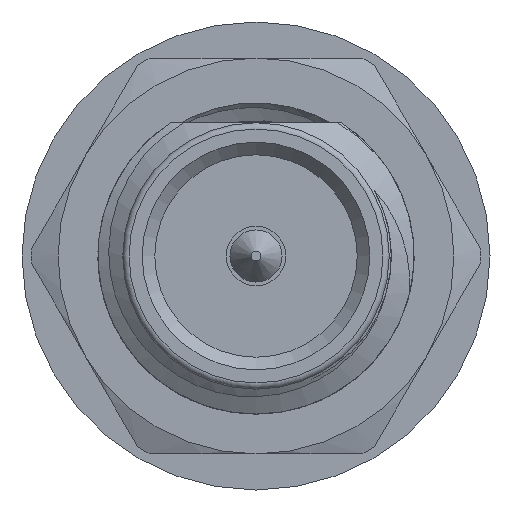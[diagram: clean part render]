
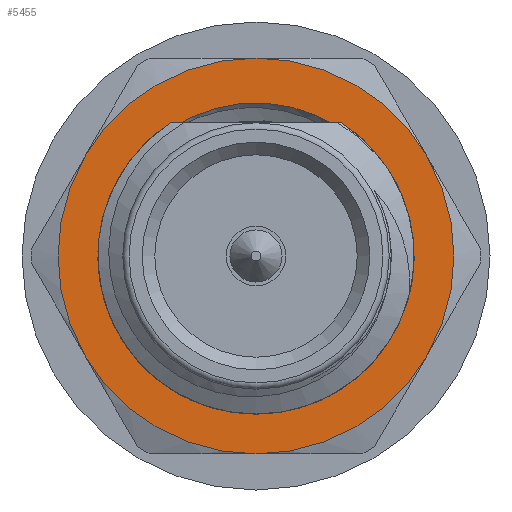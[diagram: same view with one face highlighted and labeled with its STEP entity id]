
A CAD part, left-side view. The second image highlights one B-rep face of the part: STEP entity #5455.
In plain terms, the highlighted planar face has unit normal (-1, 0, 0).
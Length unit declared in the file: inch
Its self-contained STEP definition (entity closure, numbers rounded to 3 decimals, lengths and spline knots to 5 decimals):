
#419 = CIRCLE ( 'NONE', #15262, 0.1565 ) ;
#432 = DIRECTION ( 'NONE',  ( 1., 0., 0. ) ) ;
#784 = CARTESIAN_POINT ( 'NONE',  ( 0.21, 0., 0. ) ) ;
#792 = DIRECTION ( 'NONE',  ( 0., -0.5, 0.866 ) ) ;
#865 = CARTESIAN_POINT ( 'NONE',  ( 0.21, 0.01103, -0.12169 ) ) ;
#975 = CARTESIAN_POINT ( 'NONE',  ( 0.21, 0.00039, -0.12102 ) ) ;
#1651 = ORIENTED_EDGE ( 'NONE', *, *, #11807, .T. ) ;
#1674 = CARTESIAN_POINT ( 'NONE',  ( 0.21, -0.13553, -0.07825 ) ) ;
#1760 = CIRCLE ( 'NONE', #20807, 0.1565 ) ;
#2042 = CARTESIAN_POINT ( 'NONE',  ( 0.21, 0.11671, 0.032 ) ) ;
#2353 = CIRCLE ( 'NONE', #13001, 0.1565 ) ;
#2573 = CIRCLE ( 'NONE', #5615, 0.12102 ) ;
#2575 = FACE_BOUND ( 'NONE', #15176, .T. ) ;
#2765 = VERTEX_POINT ( 'NONE', #6871 ) ;
#2784 = AXIS2_PLACEMENT_3D ( 'NONE', #4729, #8088, #11879 ) ;
#3569 = CARTESIAN_POINT ( 'NONE',  ( 0.21, 0., 0. ) ) ;
#3842 = AXIS2_PLACEMENT_3D ( 'NONE', #18656, #15065, #7433 ) ;
#3879 = DIRECTION ( 'NONE',  ( -1., 0., 0. ) ) ;
#3943 = VERTEX_POINT ( 'NONE', #2042 ) ;
#4205 = CARTESIAN_POINT ( 'NONE',  ( 0.21, 0.0625, -0.10825 ) ) ;
#4347 = EDGE_CURVE ( 'NONE', #2765, #13577, #4512, .T. ) ;
#4351 = DIRECTION ( 'NONE',  ( 0., -0.5, 0.866 ) ) ;
#4465 = DIRECTION ( 'NONE',  ( -1., 0., 0. ) ) ;
#4512 = B_SPLINE_CURVE_WITH_KNOTS ( 'NONE', 3,
 ( #975, #865, #20557, #16974, #15516, #4205 ),
 .UNSPECIFIED., .F., .F.,
 ( 4, 2, 4 ),
 ( 0.00134, 0.00215, 0.00296 ),
 .UNSPECIFIED. ) ;
#4585 = DIRECTION ( 'NONE',  ( -1., 0., 0. ) ) ;
#4729 = CARTESIAN_POINT ( 'NONE',  ( 0.21, 0., 0. ) ) ;
#4809 = VERTEX_POINT ( 'NONE', #23515 ) ;
#5009 = CARTESIAN_POINT ( 'NONE',  ( 0.21, 0., 0. ) ) ;
#5381 = AXIS2_PLACEMENT_3D ( 'NONE', #18933, #17029, #19162 ) ;
#5455 = ADVANCED_FACE ( 'NONE', ( #16769, #2575 ), #9836, .F. ) ;
#5615 = AXIS2_PLACEMENT_3D ( 'NONE', #5009, #6797, #8349 ) ;
#5668 = ORIENTED_EDGE ( 'NONE', *, *, #16894, .T. ) ;
#5827 = CARTESIAN_POINT ( 'NONE',  ( 0.21, 0., 0.1565 ) ) ;
#5987 = EDGE_CURVE ( 'NONE', #3943, #2765, #2573, .T. ) ;
#6520 = CIRCLE ( 'NONE', #5381, 0.125 ) ;
#6597 = ORIENTED_EDGE ( 'NONE', *, *, #8097, .T. ) ;
#6627 = CARTESIAN_POINT ( 'NONE',  ( 0.21, 0.12276, -0.02252 ) ) ;
#6797 = DIRECTION ( 'NONE',  ( 1., 0., 0. ) ) ;
#6871 = CARTESIAN_POINT ( 'NONE',  ( 0.21, 0.00039, -0.12102 ) ) ;
#7264 = DIRECTION ( 'NONE',  ( 0., -0.5, 0.866 ) ) ;
#7433 = DIRECTION ( 'NONE',  ( 0., -0.5, 0.866 ) ) ;
#7505 = DIRECTION ( 'NONE',  ( -1., 0., 0. ) ) ;
#8088 = DIRECTION ( 'NONE',  ( 1., 0., 0. ) ) ;
#8097 = EDGE_CURVE ( 'NONE', #14678, #17686, #22891, .T. ) ;
#8349 = DIRECTION ( 'NONE',  ( 0., 0.5, -0.866 ) ) ;
#8512 = EDGE_CURVE ( 'NONE', #21725, #20551, #419, .T. ) ;
#8934 = CARTESIAN_POINT ( 'NONE',  ( 0.21, -0.13553, 0.07825 ) ) ;
#9586 = CARTESIAN_POINT ( 'NONE',  ( 0.21, 0.13553, -0.07825 ) ) ;
#9836 = PLANE ( 'NONE',  #19832 ) ;
#11026 = DIRECTION ( 'NONE',  ( 0., -0.5, 0.866 ) ) ;
#11361 = CARTESIAN_POINT ( 'NONE',  ( 0.21, 0.0625, -0.10825 ) ) ;
#11807 = EDGE_CURVE ( 'NONE', #4809, #3943, #20200, .T. ) ;
#11879 = DIRECTION ( 'NONE',  ( 0., -0.5, 0.866 ) ) ;
#12066 = CIRCLE ( 'NONE', #20846, 0.1565 ) ;
#12218 = CARTESIAN_POINT ( 'NONE',  ( 0.21, 0., 0. ) ) ;
#12463 = CARTESIAN_POINT ( 'NONE',  ( 0.21, 0.11671, 0.032 ) ) ;
#13001 = AXIS2_PLACEMENT_3D ( 'NONE', #12218, #3879, #11026 ) ;
#13147 = EDGE_CURVE ( 'NONE', #14678, #16589, #17260, .T. ) ;
#13577 = VERTEX_POINT ( 'NONE', #11361 ) ;
#13786 = CARTESIAN_POINT ( 'NONE',  ( 0.21, 0.11993, 0.02148 ) ) ;
#14019 = CARTESIAN_POINT ( 'NONE',  ( 0.21, 0.12273, 0.00503 ) ) ;
#14258 = CARTESIAN_POINT ( 'NONE',  ( 0.21, 0.1236, -0.01154 ) ) ;
#14678 = VERTEX_POINT ( 'NONE', #8934 ) ;
#15065 = DIRECTION ( 'NONE',  ( -1., 0., 0. ) ) ;
#15176 = EDGE_LOOP ( 'NONE', ( #17815, #1651, #22691, #16473 ) ) ;
#15262 = AXIS2_PLACEMENT_3D ( 'NONE', #19029, #4465, #20935 ) ;
#15516 = CARTESIAN_POINT ( 'NONE',  ( 0.21, 0.05287, -0.11312 ) ) ;
#15861 = ORIENTED_EDGE ( 'NONE', *, *, #13147, .F. ) ;
#15923 = CARTESIAN_POINT ( 'NONE',  ( 0.21, 0.12205, 0.01061 ) ) ;
#16049 = CARTESIAN_POINT ( 'NONE',  ( 0.21, 0.1185, 0.0268 ) ) ;
#16473 = ORIENTED_EDGE ( 'NONE', *, *, #4347, .T. ) ;
#16522 = VERTEX_POINT ( 'NONE', #20122 ) ;
#16589 = VERTEX_POINT ( 'NONE', #1674 ) ;
#16769 = FACE_OUTER_BOUND ( 'NONE', #18500, .T. ) ;
#16790 = CARTESIAN_POINT ( 'NONE',  ( 0.21, 0.13553, 0.07825 ) ) ;
#16894 = EDGE_CURVE ( 'NONE', #17686, #21725, #12066, .T. ) ;
#16974 = CARTESIAN_POINT ( 'NONE',  ( 0.21, 0.04279, -0.11663 ) ) ;
#17029 = DIRECTION ( 'NONE',  ( 1., 0., 0. ) ) ;
#17131 = CARTESIAN_POINT ( 'NONE',  ( 0.21, 0., 0. ) ) ;
#17260 = CIRCLE ( 'NONE', #2784, 0.1565 ) ;
#17686 = VERTEX_POINT ( 'NONE', #5827 ) ;
#17815 = ORIENTED_EDGE ( 'NONE', *, *, #21997, .T. ) ;
#18500 = EDGE_LOOP ( 'NONE', ( #6597, #5668, #20464, #22656, #19937, #15861 ) ) ;
#18656 = CARTESIAN_POINT ( 'NONE',  ( 0.21, 0., 0. ) ) ;
#18933 = CARTESIAN_POINT ( 'NONE',  ( 0.21, 0., 0. ) ) ;
#19029 = CARTESIAN_POINT ( 'NONE',  ( 0.21, 0., 0. ) ) ;
#19162 = DIRECTION ( 'NONE',  ( 0., -0.5, 0.866 ) ) ;
#19394 = EDGE_CURVE ( 'NONE', #16522, #16589, #1760, .T. ) ;
#19832 = AXIS2_PLACEMENT_3D ( 'NONE', #784, #432, #4351 ) ;
#19937 = ORIENTED_EDGE ( 'NONE', *, *, #19394, .T. ) ;
#20122 = CARTESIAN_POINT ( 'NONE',  ( 0.21, 0., -0.1565 ) ) ;
#20200 = B_SPLINE_CURVE_WITH_KNOTS ( 'NONE', 3,
 ( #21306, #6627, #14258, #14019, #15923, #13786, #16049, #12463 ),
 .UNSPECIFIED., .F., .F.,
 ( 4, 2, 2, 4 ),
 ( 0., 0.00084, 0.00126, 0.00168 ),
 .UNSPECIFIED. ) ;
#20464 = ORIENTED_EDGE ( 'NONE', *, *, #8512, .T. ) ;
#20551 = VERTEX_POINT ( 'NONE', #9586 ) ;
#20557 = CARTESIAN_POINT ( 'NONE',  ( 0.21, 0.02174, -0.12095 ) ) ;
#20807 = AXIS2_PLACEMENT_3D ( 'NONE', #17131, #4585, #792 ) ;
#20846 = AXIS2_PLACEMENT_3D ( 'NONE', #3569, #7505, #7264 ) ;
#20935 = DIRECTION ( 'NONE',  ( 0., -0.5, 0.866 ) ) ;
#21306 = CARTESIAN_POINT ( 'NONE',  ( 0.21, 0.12044, -0.03345 ) ) ;
#21725 = VERTEX_POINT ( 'NONE', #16790 ) ;
#21997 = EDGE_CURVE ( 'NONE', #13577, #4809, #6520, .T. ) ;
#22625 = EDGE_CURVE ( 'NONE', #20551, #16522, #2353, .T. ) ;
#22656 = ORIENTED_EDGE ( 'NONE', *, *, #22625, .T. ) ;
#22691 = ORIENTED_EDGE ( 'NONE', *, *, #5987, .T. ) ;
#22891 = CIRCLE ( 'NONE', #3842, 0.1565 ) ;
#23515 = CARTESIAN_POINT ( 'NONE',  ( 0.21, 0.12044, -0.03345 ) ) ;
